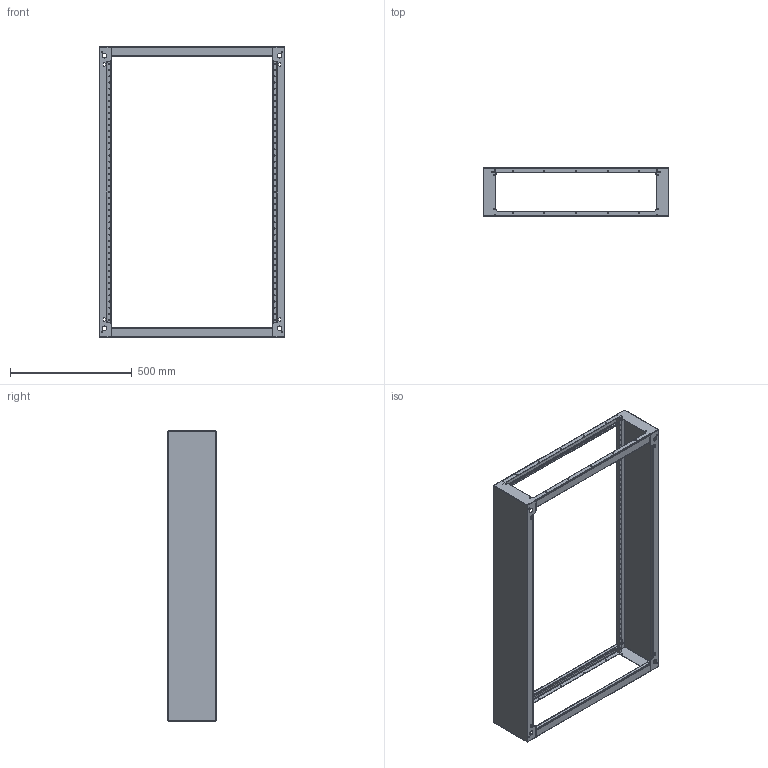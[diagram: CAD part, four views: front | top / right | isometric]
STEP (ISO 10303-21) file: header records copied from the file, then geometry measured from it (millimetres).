
FILE_DESCRIPTION (( 'STEP AP214' ), '1' );
FILE_NAME ('915.228.STEP', '2024-08-21T10:55:09', ( '' ), ( '' ), 'SwSTEP 2.0', 'SolidWorks 2021', '' );
FILE_SCHEMA (( 'AUTOMOTIVE_DESIGN' ));
Length unit declared in the file: millimetre
Products named in the file (3): 915.228; 915.228-02; 915.228-01
Assembly tree (4 placements, depth 2):
  915.228
    915.228-01  x2
    915.228-02  x2
Bounding box: 764 x 200 x 1194 mm (x, y, z)
Volume: 2028426.5 mm3; surface area: 2061269.3 mm2
Topology: 4 solids, 4 shells, 600 faces, 1600 edges, 1008 vertices
Faces by surface type: cylinder 376, plane 224
Entity records: 9818 total; most frequent: DIRECTION 1790, CARTESIAN_POINT 1611, ORIENTED_EDGE 1600, EDGE_CURVE 800, AXIS2_PLACEMENT_3D 683, VERTEX_POINT 504, EDGE_LOOP 448, LINE 424
